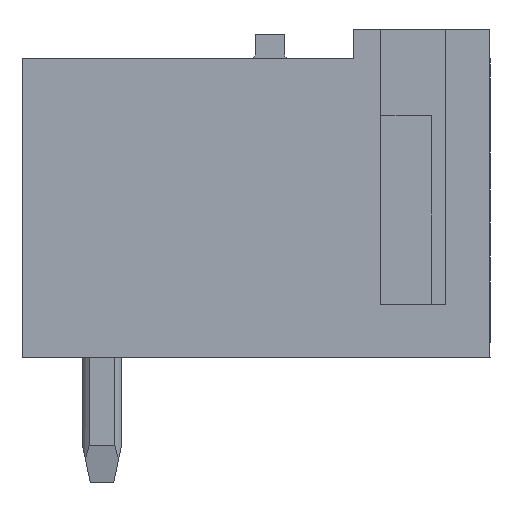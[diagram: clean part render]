
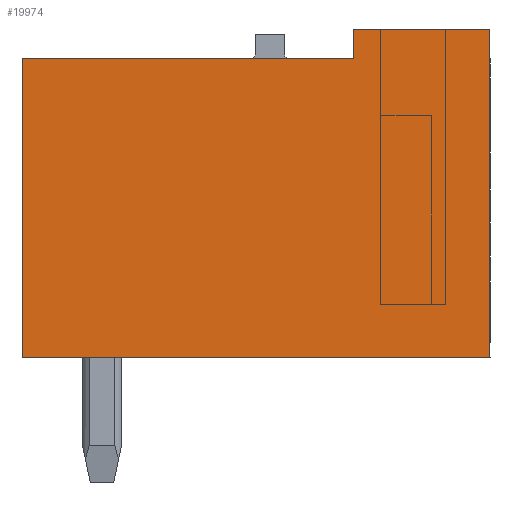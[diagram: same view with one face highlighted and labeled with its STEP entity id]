
A CAD part, left-side view. The second image highlights one B-rep face of the part: STEP entity #19974.
In plain terms, the highlighted planar face has unit normal (-1, 0, 0).
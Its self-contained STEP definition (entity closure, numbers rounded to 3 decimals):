
#19964=AXIS2_PLACEMENT_3D('Plane Axis2P3D',#19961,#19962,#19963) ;
#269=CARTESIAN_POINT('Vertex',(0.,3.5,11.63)) ;
#272=CARTESIAN_POINT('Line Origine',(0.,1.75,11.63)) ;
#276=CARTESIAN_POINT('Vertex',(0.,0.,11.63)) ;
#991=CARTESIAN_POINT('Vertex',(0.,12.,10.88)) ;
#994=CARTESIAN_POINT('Line Origine',(0.,7.75,10.88)) ;
#998=CARTESIAN_POINT('Vertex',(0.,3.5,10.88)) ;
#1716=CARTESIAN_POINT('Vertex',(0.,12.,3.2)) ;
#1719=CARTESIAN_POINT('Line Origine',(0.,12.,7.04)) ;
#1783=CARTESIAN_POINT('Vertex',(0.,0.,3.2)) ;
#1786=CARTESIAN_POINT('Line Origine',(0.,6.,3.2)) ;
#10365=CARTESIAN_POINT('Line Origine',(0.,0.,7.415)) ;
#19303=CARTESIAN_POINT('Line Origine',(0.,3.5,11.255)) ;
#19961=CARTESIAN_POINT('Axis2P3D Location',(0.,0.,0.)) ;
#273=DIRECTION('Vector Direction',(0.,-1.,0.)) ;
#995=DIRECTION('Vector Direction',(0.,1.,0.)) ;
#1720=DIRECTION('Vector Direction',(0.,0.,1.)) ;
#1787=DIRECTION('Vector Direction',(0.,1.,0.)) ;
#10366=DIRECTION('Vector Direction',(0.,0.,-1.)) ;
#19304=DIRECTION('Vector Direction',(0.,0.,1.)) ;
#19962=DIRECTION('Axis2P3D Direction',(-1.,0.,0.)) ;
#19963=DIRECTION('Axis2P3D XDirection',(0.,-1.,0.)) ;
#274=VECTOR('Line Direction',#273,1.) ;
#996=VECTOR('Line Direction',#995,1.) ;
#1721=VECTOR('Line Direction',#1720,1.) ;
#1788=VECTOR('Line Direction',#1787,1.) ;
#10367=VECTOR('Line Direction',#10366,1.) ;
#19305=VECTOR('Line Direction',#19304,1.) ;
#19967=ORIENTED_EDGE('',*,*,#10369,.T.) ;
#19968=ORIENTED_EDGE('',*,*,#278,.T.) ;
#19969=ORIENTED_EDGE('',*,*,#19307,.T.) ;
#19970=ORIENTED_EDGE('',*,*,#1000,.T.) ;
#19971=ORIENTED_EDGE('',*,*,#1723,.T.) ;
#19972=ORIENTED_EDGE('',*,*,#1790,.T.) ;
#19974=ADVANCED_FACE('Housing',(#19973),#19965,.T.) ;
#278=EDGE_CURVE('',#277,#270,#275,.F.) ;
#1000=EDGE_CURVE('',#999,#992,#997,.T.) ;
#1723=EDGE_CURVE('',#992,#1717,#1722,.F.) ;
#1790=EDGE_CURVE('',#1717,#1784,#1789,.F.) ;
#10369=EDGE_CURVE('',#1784,#277,#10368,.F.) ;
#19307=EDGE_CURVE('',#270,#999,#19306,.F.) ;
#19966=EDGE_LOOP('',(#19967,#19968,#19969,#19970,#19971,#19972)) ;
#19973=FACE_OUTER_BOUND('',#19966,.T.) ;
#275=LINE('Line',#272,#274) ;
#997=LINE('Line',#994,#996) ;
#1722=LINE('Line',#1719,#1721) ;
#1789=LINE('Line',#1786,#1788) ;
#10368=LINE('Line',#10365,#10367) ;
#19306=LINE('Line',#19303,#19305) ;
#19965=PLANE('',#19964) ;
#270=VERTEX_POINT('',#269) ;
#277=VERTEX_POINT('',#276) ;
#992=VERTEX_POINT('',#991) ;
#999=VERTEX_POINT('',#998) ;
#1717=VERTEX_POINT('',#1716) ;
#1784=VERTEX_POINT('',#1783) ;
